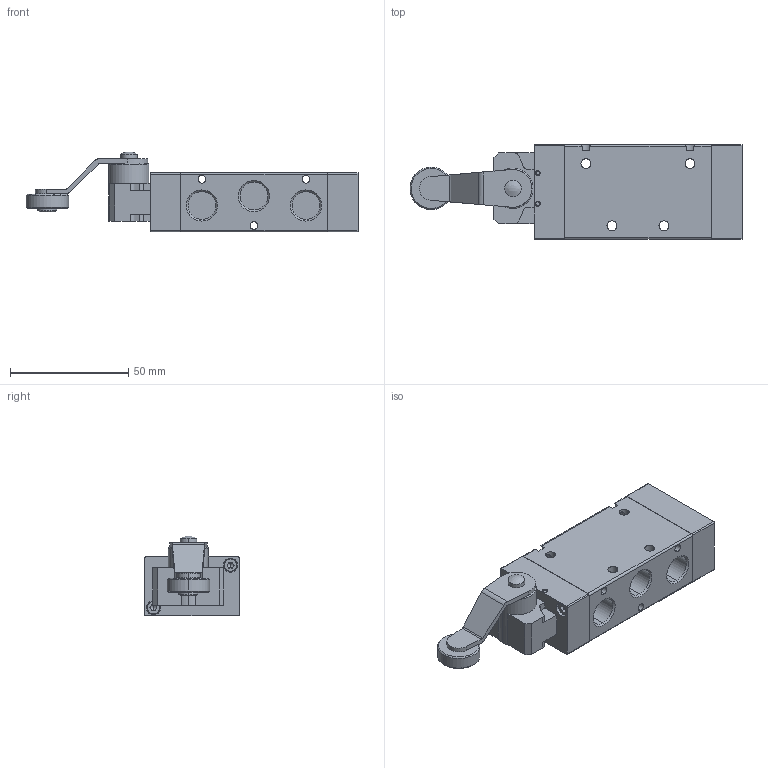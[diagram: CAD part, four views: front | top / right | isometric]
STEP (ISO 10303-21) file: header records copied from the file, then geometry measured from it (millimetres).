
FILE_DESCRIPTION (( 'STEP AP214' ), '1' );
FILE_NAME ('97_4_g46.STEP', '2015-12-21T14:56:58', ( '' ), ( '' ), 'SwSTEP 2.0', 'SolidWorks 2016', '' );
FILE_SCHEMA (( 'AUTOMOTIVE_DESIGN' ));
Length unit declared in the file: millimetre
Products named in the file (1): 97_4_g46
Bounding box: 140.4 x 40 x 33.82 mm (x, y, z)
Volume: 90719.8 mm3; surface area: 28169.2 mm2
Topology: 8 solids, 8 shells, 353 faces, 851 edges, 538 vertices
Faces by surface type: plane 166, cylinder 107, cone 41, bspline 21, torus 18
Entity records: 11755 total; most frequent: CARTESIAN_POINT 3361, DIRECTION 1740, ORIENTED_EDGE 1686, EDGE_CURVE 843, AXIS2_PLACEMENT_3D 628, VERTEX_POINT 538, VECTOR 484, LINE 484
